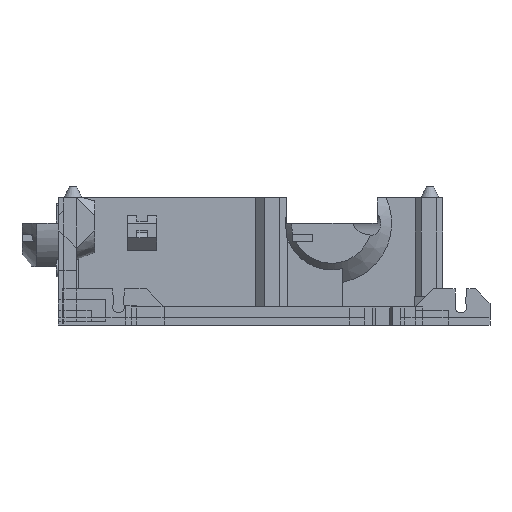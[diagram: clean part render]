
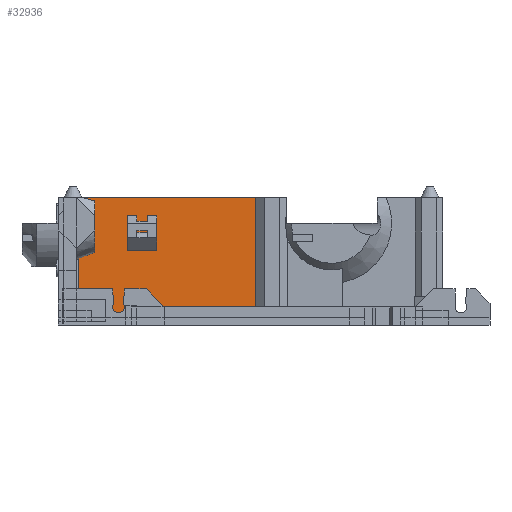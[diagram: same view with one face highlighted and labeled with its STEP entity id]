
A CAD part, front view. The second image highlights one B-rep face of the part: STEP entity #32936.
In plain terms, the highlighted planar face has unit normal (0, -1, 0).
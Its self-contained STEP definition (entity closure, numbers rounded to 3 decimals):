
#335=FACE_BOUND('',#2317,.T.);
#336=FACE_BOUND('',#2318,.T.);
#489=FACE_OUTER_BOUND('',#2316,.T.);
#2316=EDGE_LOOP('',(#21881,#21882,#21883,#21884,#21885,#21886,#21887,#21888));
#2317=EDGE_LOOP('',(#21889,#21890));
#2318=EDGE_LOOP('',(#21891,#21892,#21893,#21894,#21895,#21896,#21897,#21898));
#4697=LINE('',#46291,#9139);
#4698=LINE('',#46293,#9140);
#4699=LINE('',#46295,#9141);
#4700=LINE('',#46297,#9142);
#4701=LINE('',#46299,#9143);
#4702=LINE('',#46301,#9144);
#4703=LINE('',#46303,#9145);
#4704=LINE('',#46304,#9146);
#4705=LINE('',#46307,#9147);
#4706=LINE('',#46310,#9148);
#4707=LINE('',#46312,#9149);
#4708=LINE('',#46314,#9150);
#4709=LINE('',#46316,#9151);
#4710=LINE('',#46318,#9152);
#4711=LINE('',#46320,#9153);
#4712=LINE('',#46322,#9154);
#4713=LINE('',#46323,#9155);
#9139=VECTOR('',#37419,1.);
#9140=VECTOR('',#37420,1.);
#9141=VECTOR('',#37421,1.);
#9142=VECTOR('',#37422,1.);
#9143=VECTOR('',#37423,1.);
#9144=VECTOR('',#37424,1.);
#9145=VECTOR('',#37425,1.);
#9146=VECTOR('',#37426,1.);
#9147=VECTOR('',#37427,1.);
#9148=VECTOR('',#37428,1.);
#9149=VECTOR('',#37429,1.);
#9150=VECTOR('',#37430,1.);
#9151=VECTOR('',#37431,1.);
#9152=VECTOR('',#37432,1.);
#9153=VECTOR('',#37433,1.);
#9154=VECTOR('',#37434,1.);
#9155=VECTOR('',#37435,1.);
#13586=VERTEX_POINT('',#46289);
#13587=VERTEX_POINT('',#46290);
#13588=VERTEX_POINT('',#46292);
#13589=VERTEX_POINT('',#46294);
#13590=VERTEX_POINT('',#46296);
#13591=VERTEX_POINT('',#46298);
#13592=VERTEX_POINT('',#46300);
#13593=VERTEX_POINT('',#46302);
#13594=VERTEX_POINT('',#46305);
#13595=VERTEX_POINT('',#46306);
#13596=VERTEX_POINT('',#46308);
#13597=VERTEX_POINT('',#46309);
#13598=VERTEX_POINT('',#46311);
#13599=VERTEX_POINT('',#46313);
#13600=VERTEX_POINT('',#46315);
#13601=VERTEX_POINT('',#46317);
#13602=VERTEX_POINT('',#46319);
#13603=VERTEX_POINT('',#46321);
#16713=EDGE_CURVE('',#13586,#13587,#4697,.T.);
#16714=EDGE_CURVE('',#13588,#13586,#4698,.T.);
#16715=EDGE_CURVE('',#13588,#13589,#4699,.T.);
#16716=EDGE_CURVE('',#13590,#13589,#4700,.T.);
#16717=EDGE_CURVE('',#13590,#13591,#4701,.T.);
#16718=EDGE_CURVE('',#13591,#13592,#4702,.T.);
#16719=EDGE_CURVE('',#13592,#13593,#4703,.T.);
#16720=EDGE_CURVE('',#13587,#13593,#4704,.T.);
#16721=EDGE_CURVE('',#13594,#13595,#4705,.T.);
#16722=EDGE_CURVE('',#13596,#13597,#4706,.T.);
#16723=EDGE_CURVE('',#13597,#13598,#4707,.T.);
#16724=EDGE_CURVE('',#13598,#13599,#4708,.T.);
#16725=EDGE_CURVE('',#13599,#13600,#4709,.T.);
#16726=EDGE_CURVE('',#13600,#13601,#4710,.T.);
#16727=EDGE_CURVE('',#13602,#13601,#4711,.T.);
#16728=EDGE_CURVE('',#13602,#13603,#4712,.T.);
#16729=EDGE_CURVE('',#13596,#13603,#4713,.T.);
#21881=ORIENTED_EDGE('',*,*,#16713,.F.);
#21882=ORIENTED_EDGE('',*,*,#16714,.F.);
#21883=ORIENTED_EDGE('',*,*,#16715,.T.);
#21884=ORIENTED_EDGE('',*,*,#16716,.F.);
#21885=ORIENTED_EDGE('',*,*,#16717,.T.);
#21886=ORIENTED_EDGE('',*,*,#16718,.T.);
#21887=ORIENTED_EDGE('',*,*,#16719,.T.);
#21888=ORIENTED_EDGE('',*,*,#16720,.F.);
#21889=ORIENTED_EDGE('',*,*,#16721,.T.);
#21890=ORIENTED_EDGE('',*,*,#16721,.F.);
#21891=ORIENTED_EDGE('',*,*,#16722,.T.);
#21892=ORIENTED_EDGE('',*,*,#16723,.T.);
#21893=ORIENTED_EDGE('',*,*,#16724,.T.);
#21894=ORIENTED_EDGE('',*,*,#16725,.T.);
#21895=ORIENTED_EDGE('',*,*,#16726,.T.);
#21896=ORIENTED_EDGE('',*,*,#16727,.F.);
#21897=ORIENTED_EDGE('',*,*,#16728,.T.);
#21898=ORIENTED_EDGE('',*,*,#16729,.F.);
#31249=PLANE('',#34853);
#32936=ADVANCED_FACE('',(#489,#335,#336),#31249,.F.);
#34853=AXIS2_PLACEMENT_3D('',#46288,#37417,#37418);
#37417=DIRECTION('center_axis',(0.,1.,0.));
#37418=DIRECTION('ref_axis',(0.,0.,1.));
#37419=DIRECTION('',(0.,0.,-1.));
#37420=DIRECTION('',(1.,0.,0.));
#37421=DIRECTION('',(0.,0.,-1.));
#37422=DIRECTION('',(1.,0.,0.));
#37423=DIRECTION('',(0.,0.,-1.));
#37424=DIRECTION('',(1.,0.,0.));
#37425=DIRECTION('',(0.,0.,-1.));
#37426=DIRECTION('',(-1.,0.,0.));
#37427=DIRECTION('',(1.,0.,0.));
#37428=DIRECTION('',(1.,0.,0.));
#37429=DIRECTION('',(0.,0.,1.));
#37430=DIRECTION('',(1.,0.,0.));
#37431=DIRECTION('',(0.,0.,-1.));
#37432=DIRECTION('',(-1.,0.,0.));
#37433=DIRECTION('',(0.,0.,-1.));
#37434=DIRECTION('',(1.,0.,0.));
#37435=DIRECTION('',(0.,0.,1.));
#46288=CARTESIAN_POINT('Origin',(0.,90.,0.));
#46289=CARTESIAN_POINT('',(54.,90.,35.));
#46290=CARTESIAN_POINT('',(54.,90.,2.));
#46291=CARTESIAN_POINT('',(54.,90.,0.));
#46292=CARTESIAN_POINT('',(8.,90.,35.));
#46293=CARTESIAN_POINT('',(0.,90.,35.));
#46294=CARTESIAN_POINT('',(8.,90.,31.));
#46295=CARTESIAN_POINT('',(8.,90.,15.5));
#46296=CARTESIAN_POINT('',(5.5,90.,31.));
#46297=CARTESIAN_POINT('',(1.,90.,31.));
#46298=CARTESIAN_POINT('',(5.5,90.,7.));
#46299=CARTESIAN_POINT('',(5.5,90.,0.));
#46300=CARTESIAN_POINT('',(13.,90.,7.));
#46301=CARTESIAN_POINT('',(0.,90.,7.));
#46302=CARTESIAN_POINT('',(13.,90.,2.));
#46303=CARTESIAN_POINT('',(13.,90.,0.5));
#46304=CARTESIAN_POINT('',(0.,90.,2.));
#46305=CARTESIAN_POINT('',(27.5,90.,30.));
#46306=CARTESIAN_POINT('',(30.5,90.,30.));
#46307=CARTESIAN_POINT('',(26.25,90.,30.));
#46308=CARTESIAN_POINT('',(21.5,90.,25.5));
#46309=CARTESIAN_POINT('',(24.5,90.,25.5));
#46310=CARTESIAN_POINT('',(21.5,90.,25.5));
#46311=CARTESIAN_POINT('',(24.5,90.,30.));
#46312=CARTESIAN_POINT('',(24.5,90.,25.5));
#46313=CARTESIAN_POINT('',(27.,90.,30.));
#46314=CARTESIAN_POINT('',(6.5,90.,30.));
#46315=CARTESIAN_POINT('',(27.,90.,20.5));
#46316=CARTESIAN_POINT('',(27.,90.,10.));
#46317=CARTESIAN_POINT('',(19.,90.,20.5));
#46318=CARTESIAN_POINT('',(6.,90.,20.5));
#46319=CARTESIAN_POINT('',(19.,90.,30.));
#46320=CARTESIAN_POINT('',(19.,90.,10.));
#46321=CARTESIAN_POINT('',(21.5,90.,30.));
#46322=CARTESIAN_POINT('',(6.5,90.,30.));
#46323=CARTESIAN_POINT('',(21.5,90.,25.5));
